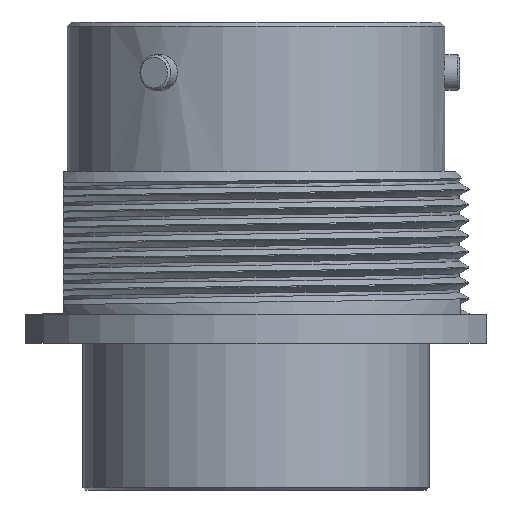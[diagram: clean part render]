
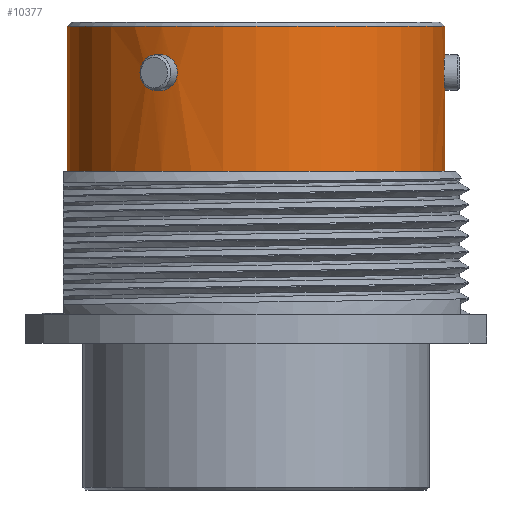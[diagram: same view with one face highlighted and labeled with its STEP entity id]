
A CAD part, left-side view. The second image highlights one B-rep face of the part: STEP entity #10377.
In plain terms, the highlighted cylindrical face has radius 16.878 mm (diameter 33.757 mm), a partial arc.
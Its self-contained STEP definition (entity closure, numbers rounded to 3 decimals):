
#336=CARTESIAN_POINT('',(0.,0.,-0.381));
#337=DIRECTION('',(0.,0.,1.));
#338=DIRECTION('',(0.,1.,0.));
#339=AXIS2_PLACEMENT_3D('',#336,#337,#338);
#370=DIRECTION('',(0.,0.,1.));
#371=VECTOR('',#370,2.553);
#372=CARTESIAN_POINT('',(0.,-16.878,-2.934));
#373=LINE('',#372,#371);
#374=DIRECTION('',(0.,0.,1.));
#375=VECTOR('',#374,12.954);
#376=CARTESIAN_POINT('',(0.,16.878,-13.335));
#377=LINE('',#376,#375);
#383=DIRECTION('',(0.,0.,1.));
#384=VECTOR('',#383,7.226);
#385=CARTESIAN_POINT('',(0.,-16.878,-13.335));
#386=LINE('',#385,#384);
#455=CARTESIAN_POINT('',(0.,-16.878,-2.934));
#456=CARTESIAN_POINT('',(-0.14,-16.878,-2.934));
#457=CARTESIAN_POINT('',(-0.411,-16.875,
-2.969));
#458=CARTESIAN_POINT('',(-0.802,-16.861,
-3.13));
#459=CARTESIAN_POINT('',(-1.135,-16.841,
-3.385));
#460=CARTESIAN_POINT('',(-1.391,-16.821,
-3.719));
#461=CARTESIAN_POINT('',(-1.551,-16.807,
-4.105));
#462=CARTESIAN_POINT('',(-1.606,-16.802,
-4.523));
#463=CARTESIAN_POINT('',(-1.551,-16.807,
-4.937));
#464=CARTESIAN_POINT('',(-1.389,-16.821,
-5.326));
#465=CARTESIAN_POINT('',(-1.134,-16.841,
-5.658));
#466=CARTESIAN_POINT('',(-0.8,-16.861,
-5.914));
#467=CARTESIAN_POINT('',(-0.411,-16.875,
-6.073));
#468=CARTESIAN_POINT('',(-0.14,-16.878,-6.109));
#469=CARTESIAN_POINT('',(0.,-16.878,-6.109));
#471=CARTESIAN_POINT('',(0.,0.,-13.335));
#472=DIRECTION('',(0.,0.,1.));
#473=DIRECTION('',(0.,1.,0.));
#474=AXIS2_PLACEMENT_3D('',#471,#472,#473);
#476=CARTESIAN_POINT('',(-14.617,8.439,-6.109));
#477=CARTESIAN_POINT('',(-14.687,8.318,-6.109));
#478=CARTESIAN_POINT('',(-14.82,8.081,-6.073));
#479=CARTESIAN_POINT('',(-15.003,7.736,-5.913));
#480=CARTESIAN_POINT('',(-15.152,7.438,-5.657));
#481=CARTESIAN_POINT('',(-15.263,7.206,-5.324));
#482=CARTESIAN_POINT('',(-15.331,7.06,-4.937));
#483=CARTESIAN_POINT('',(-15.354,7.01,-4.521));
#484=CARTESIAN_POINT('',(-15.331,7.06,-4.105));
#485=CARTESIAN_POINT('',(-15.263,7.207,-3.717));
#486=CARTESIAN_POINT('',(-15.152,7.438,-3.385));
#487=CARTESIAN_POINT('',(-15.003,7.736,-3.13));
#488=CARTESIAN_POINT('',(-14.82,8.081,-2.969));
#489=CARTESIAN_POINT('',(-14.687,8.318,-2.934));
#490=CARTESIAN_POINT('',(-14.617,8.439,-2.934));
#492=CARTESIAN_POINT('',(-14.617,8.439,-2.934));
#493=CARTESIAN_POINT('',(-14.547,8.561,-2.934));
#494=CARTESIAN_POINT('',(-14.409,8.794,-2.969));
#495=CARTESIAN_POINT('',(-14.201,9.125,-3.13));
#496=CARTESIAN_POINT('',(-14.017,9.403,-3.385));
#497=CARTESIAN_POINT('',(-13.872,9.615,-3.718));
#498=CARTESIAN_POINT('',(-13.78,9.747,-4.106));
#499=CARTESIAN_POINT('',(-13.748,9.791,-4.522));
#500=CARTESIAN_POINT('',(-13.78,9.747,-4.937));
#501=CARTESIAN_POINT('',(-13.873,9.615,-5.325));
#502=CARTESIAN_POINT('',(-14.018,9.403,-5.658));
#503=CARTESIAN_POINT('',(-14.201,9.125,-5.913));
#504=CARTESIAN_POINT('',(-14.409,8.793,-6.073));
#505=CARTESIAN_POINT('',(-14.547,8.561,-6.109));
#506=CARTESIAN_POINT('',(-14.617,8.439,-6.109));
#8083=CARTESIAN_POINT('',(0.,16.878,-13.335));
#8084=CARTESIAN_POINT('',(0.,16.878,-0.381));
#8085=VERTEX_POINT('',#8083);
#8086=VERTEX_POINT('',#8084);
#8093=CARTESIAN_POINT('',(0.,-16.878,-0.381));
#8095=VERTEX_POINT('',#8093);
#8113=CARTESIAN_POINT('',(0.,-16.878,-13.335));
#8114=VERTEX_POINT('',#8113);
#8407=VERTEX_POINT('',#455);
#8408=VERTEX_POINT('',#469);
#8411=VERTEX_POINT('',#476);
#8412=VERTEX_POINT('',#490);
#10357=CARTESIAN_POINT('',(0.,0.,-43.925));
#10358=DIRECTION('',(0.,0.,1.));
#10359=DIRECTION('',(0.,1.,0.));
#10360=AXIS2_PLACEMENT_3D('',#10357,#10358,#10359);
#10361=CYLINDRICAL_SURFACE('',#10360,16.878);
#10362=ORIENTED_EDGE('',*,*,#10351,.T.);
#10363=ORIENTED_EDGE('',*,*,#10279,.F.);
#10365=ORIENTED_EDGE('',*,*,#10364,.F.);
#10366=ORIENTED_EDGE('',*,*,#10275,.T.);
#10367=ORIENTED_EDGE('',*,*,#10247,.T.);
#10368=ORIENTED_EDGE('',*,*,#10272,.F.);
#10369=EDGE_LOOP('',(#10362,#10363,#10365,#10366,#10367,#10368));
#10370=FACE_OUTER_BOUND('',#10369,.F.);
#10372=ORIENTED_EDGE('',*,*,#10371,.T.);
#10374=ORIENTED_EDGE('',*,*,#10373,.T.);
#10375=EDGE_LOOP('',(#10372,#10374));
#10376=FACE_BOUND('',#10375,.F.);
#340=CIRCLE('',#339,16.878);
#470=B_SPLINE_CURVE_WITH_KNOTS('',3,(#455,#456,#457,#458,#459,#460,#461,#462,
#463,#464,#465,#466,#467,#468,#469),.UNSPECIFIED.,.F.,.F.,(4,1,1,1,1,1,1,1,1,1,
1,1,4),(0.,0.083,0.167,0.25,0.333,
0.417,0.5,0.583,0.667,0.75,
0.833,0.917,1.),.UNSPECIFIED.);
#475=CIRCLE('',#474,16.878);
#491=B_SPLINE_CURVE_WITH_KNOTS('',3,(#476,#477,#478,#479,#480,#481,#482,#483,
#484,#485,#486,#487,#488,#489,#490),.UNSPECIFIED.,.F.,.F.,(4,1,1,1,1,1,1,1,1,1,
1,1,4),(0.,0.083,0.167,0.25,0.333,
0.417,0.5,0.583,0.667,0.75,
0.833,0.917,1.),.UNSPECIFIED.);
#507=B_SPLINE_CURVE_WITH_KNOTS('',3,(#492,#493,#494,#495,#496,#497,#498,#499,
#500,#501,#502,#503,#504,#505,#506),.UNSPECIFIED.,.F.,.F.,(4,1,1,1,1,1,1,1,1,1,
1,1,4),(0.,0.083,0.167,0.25,0.333,
0.417,0.5,0.583,0.667,0.75,
0.833,0.917,1.),.UNSPECIFIED.);
#10247=EDGE_CURVE('',#8086,#8095,#340,.T.);
#10272=EDGE_CURVE('',#8407,#8095,#373,.T.);
#10275=EDGE_CURVE('',#8085,#8086,#377,.T.);
#10279=EDGE_CURVE('',#8114,#8408,#386,.T.);
#10351=EDGE_CURVE('',#8407,#8408,#470,.T.);
#10364=EDGE_CURVE('',#8085,#8114,#475,.T.);
#10371=EDGE_CURVE('',#8411,#8412,#491,.T.);
#10373=EDGE_CURVE('',#8412,#8411,#507,.T.);
#10377=ADVANCED_FACE('',(#10370,#10376),#10361,.T.);
